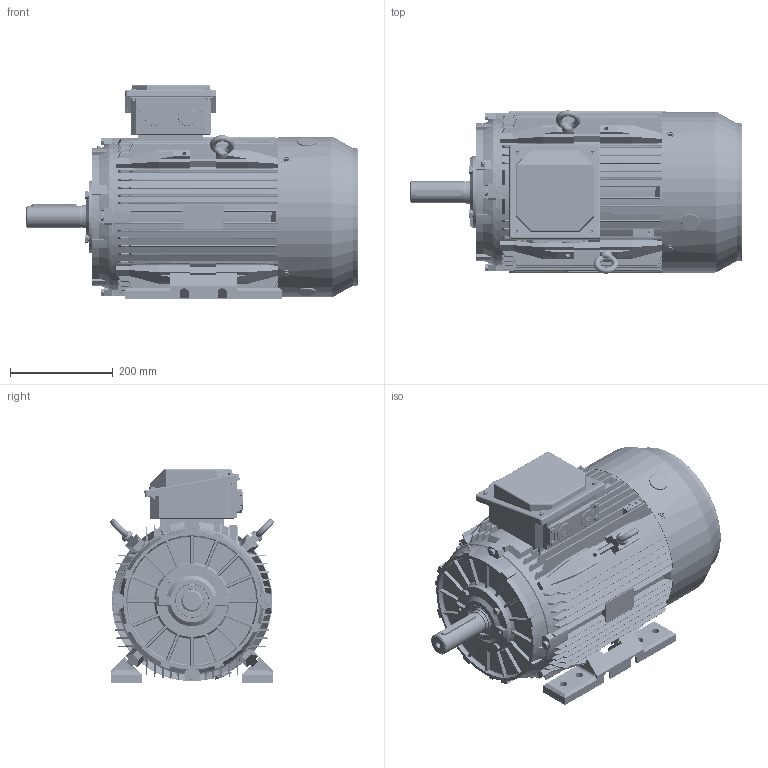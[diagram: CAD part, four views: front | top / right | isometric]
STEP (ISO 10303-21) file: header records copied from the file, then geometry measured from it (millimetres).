
FILE_DESCRIPTION (( 'STEP AP203' ), '1' );
FILE_NAME ('TC 160L B3俋倛芞(BUSCK).STEP', '2019-03-19T07:01:39', ( 'abc' ), ( '' ), 'SwSTEP 2.0', 'SolidWorks 2008', '' );
FILE_SCHEMA (( 'CONFIG_CONTROL_DESIGN' ));
Products named in the file (30): M6x20_默认; TC 160L 底脚_默认; TC 160 轴承外盖DE_默认; TC 160 B3 端盖_默认; 扣塞_默认; 铜油嘴_默认; M8-30_默认; TC 160-180接线盒座 活动螺套板_默认; 平键12-8-90_默认; NEMA 250-280接线盒盖垫_默认; 螺塞M32_默认; M6-20_默认; TC 160L B3俋倛芞(BUSCK); TC 160L 机座_默认; TC 160 轴承外盖NDE_默认; TC 160L转子_默认; TC 160L 轴_默认; 6309_默认; TC 160 轴承内盖_默认; 油封45-65-8_默认; IE2 160风叶_默认; TC 160 风罩_默认; M8-60_默认; 8_默认; M6-10_默认; 吊环M10_默认; TC 160-180-TFC250T接线盒座 活动螺套板_默认; TC 160-180 接线盒盖(借用NEMA250T接线盒盖)_默认; TC 160-180活动螺套板垫_默认; 160活动螺套板_默认
Assembly tree (60 placements, depth 3):
  TC 160L B3俋倛芞(BUSCK)
    8_默认  x8
    TC 160 轴承外盖NDE_默认
    M6-10_默认  x4
    吊环M10_默认  x2
    平键12-8-90_默认
    扣塞_默认  x2
    铜油嘴_默认  x2
    M8-30_默认  x4
    TC 160 B3 端盖_默认  x2
    油封45-65-8_默认  x2
    M8-60_默认  x4
    TC 160L 底脚_默认  x2
    TC 160-180接线盒座 活动螺套板_默认
      M6-20_默认  x4
      M6x20_默认  x4
      NEMA 250-280接线盒盖垫_默认
      螺塞M32_默认  x2
      160活动螺套板_默认
      TC 160-180活动螺套板垫_默认
      TC 160-180 接线盒盖(借用NEMA250T接线盒盖)_默认
      TC 160-180-TFC250T接线盒座 活动螺套板_默认
    TC 160 风罩_默认
    TC 160L 机座_默认
    IE2 160风叶_默认
    TC 160 轴承内盖_默认  x2
    TC 160L转子_默认
      6309_默认  x2
      TC 160L 轴_默认
    TC 160 轴承外盖DE_默认
Bounding box: 646.5 x 318.13 x 417.05 mm (x, y, z)
Volume: 9130206.6 mm3; surface area: 2920556.9 mm2
Topology: 60 solids, 61 shells, 7124 faces, 20324 edges, 13308 vertices
Faces by surface type: plane 3443, cylinder 2636, cone 467, torus 396, bspline 124, sphere 58
Entity records: 211065 total; most frequent: CARTESIAN_POINT 51843, ORIENTED_EDGE 33266, DIRECTION 31687, EDGE_CURVE 16633, AXIS2_PLACEMENT_3D 11026, VERTEX_POINT 10965, VECTOR 9635, LINE 9635
